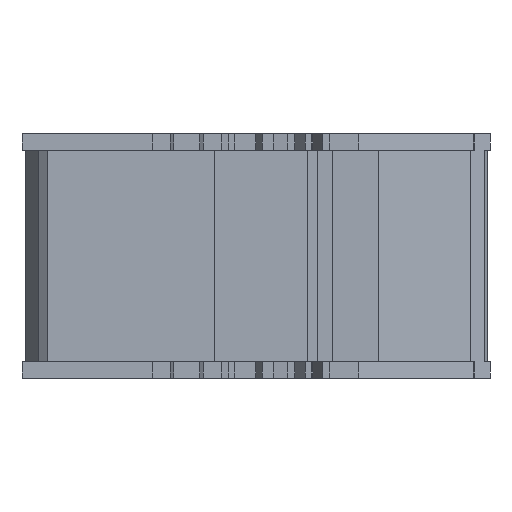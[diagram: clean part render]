
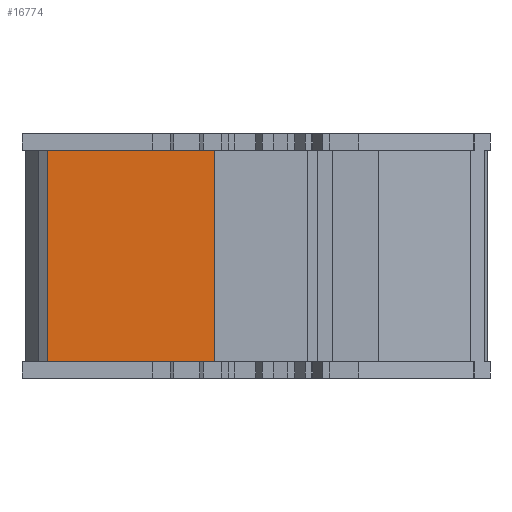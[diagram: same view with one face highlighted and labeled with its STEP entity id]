
A CAD part, front view. The second image highlights one B-rep face of the part: STEP entity #16774.
In plain terms, the highlighted planar face has unit normal (0, -1, 0).
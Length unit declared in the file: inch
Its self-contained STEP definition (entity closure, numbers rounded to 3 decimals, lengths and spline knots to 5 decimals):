
#151 = LINE ( 'NONE', #8597, #19873 ) ;
#1807 = CARTESIAN_POINT ( 'NONE',  ( -1.51201, 0.08149, 1.50165 ) ) ;
#2251 = DIRECTION ( 'NONE',  ( 1., 0., 0. ) ) ;
#2664 = EDGE_CURVE ( 'NONE', #15050, #21107, #12883, .T. ) ;
#2839 = ORIENTED_EDGE ( 'NONE', *, *, #10402, .F. ) ;
#2870 = CARTESIAN_POINT ( 'NONE',  ( -0.30036, 0.08149, -0.02835 ) ) ;
#3835 = VERTEX_POINT ( 'NONE', #13881 ) ;
#5396 = ORIENTED_EDGE ( 'NONE', *, *, #21615, .F. ) ;
#6096 = VERTEX_POINT ( 'NONE', #1807 ) ;
#7789 = ORIENTED_EDGE ( 'NONE', *, *, #18898, .F. ) ;
#8597 = CARTESIAN_POINT ( 'NONE',  ( -1.51201, 0.08149, -0.15 ) ) ;
#9567 = VECTOR ( 'NONE', #20422, 39.37008 ) ;
#10402 = EDGE_CURVE ( 'NONE', #15050, #6096, #151, .T. ) ;
#11232 = AXIS2_PLACEMENT_3D ( 'NONE', #15247, #18487, #13578 ) ;
#11346 = CARTESIAN_POINT ( 'NONE',  ( 0., 0.08149, -0.02835 ) ) ;
#12104 = DIRECTION ( 'NONE',  ( 0., 0., 1. ) ) ;
#12883 = LINE ( 'NONE', #11346, #14487 ) ;
#12901 = CARTESIAN_POINT ( 'NONE',  ( -1.51201, 0.08149, -0.02835 ) ) ;
#12978 = ORIENTED_EDGE ( 'NONE', *, *, #2664, .T. ) ;
#13378 = PLANE ( 'NONE',  #11232 ) ;
#13578 = DIRECTION ( 'NONE',  ( 1., 0., 0. ) ) ;
#13881 = CARTESIAN_POINT ( 'NONE',  ( -0.30036, 0.08149, 1.50165 ) ) ;
#14100 = VECTOR ( 'NONE', #2251, 39.37008 ) ;
#14487 = VECTOR ( 'NONE', #14554, 39.37008 ) ;
#14554 = DIRECTION ( 'NONE',  ( 1., 0., 0. ) ) ;
#15050 = VERTEX_POINT ( 'NONE', #12901 ) ;
#15247 = CARTESIAN_POINT ( 'NONE',  ( 0., 0.08149, -0.02835 ) ) ;
#15893 = LINE ( 'NONE', #19130, #14100 ) ;
#16774 = ADVANCED_FACE ( 'NONE', ( #19112 ), #13378, .T. ) ;
#16949 = LINE ( 'NONE', #17046, #9567 ) ;
#17046 = CARTESIAN_POINT ( 'NONE',  ( -0.30036, 0.08149, -0.02835 ) ) ;
#18487 = DIRECTION ( 'NONE',  ( 0., -1., 0. ) ) ;
#18898 = EDGE_CURVE ( 'NONE', #3835, #21107, #16949, .T. ) ;
#19112 = FACE_OUTER_BOUND ( 'NONE', #21260, .T. ) ;
#19130 = CARTESIAN_POINT ( 'NONE',  ( 0., 0.08149, 1.50165 ) ) ;
#19873 = VECTOR ( 'NONE', #12104, 39.37008 ) ;
#20422 = DIRECTION ( 'NONE',  ( 0., 0., -1. ) ) ;
#21107 = VERTEX_POINT ( 'NONE', #2870 ) ;
#21260 = EDGE_LOOP ( 'NONE', ( #5396, #2839, #12978, #7789 ) ) ;
#21615 = EDGE_CURVE ( 'NONE', #6096, #3835, #15893, .T. ) ;
